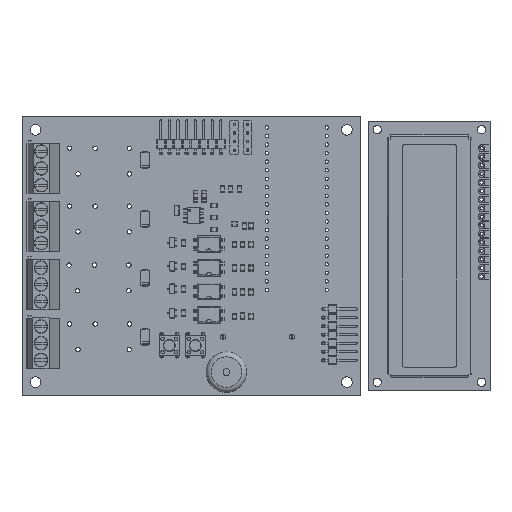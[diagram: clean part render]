
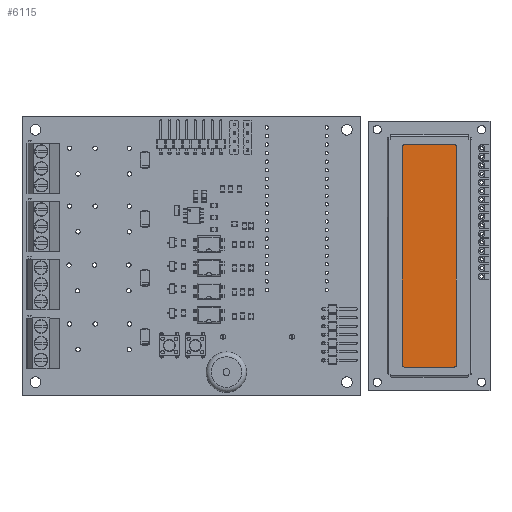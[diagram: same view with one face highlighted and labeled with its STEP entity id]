
A CAD part, top view. The second image highlights one B-rep face of the part: STEP entity #6115.
In plain terms, the highlighted planar face has unit normal (0, 0, 1).
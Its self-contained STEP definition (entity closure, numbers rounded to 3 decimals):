
#4670 = EDGE_CURVE('',#4671,#4673,#4675,.T.);
#4671 = VERTEX_POINT('',#4672);
#4672 = CARTESIAN_POINT('',(65.,-8.,15.));
#4673 = VERTEX_POINT('',#4674);
#4674 = CARTESIAN_POINT('',(64.5,-7.5,15.));
#4675 = CIRCLE('',#4676,0.5);
#4676 = AXIS2_PLACEMENT_3D('',#4677,#4678,#4679);
#4677 = CARTESIAN_POINT('',(64.5,-8.,15.));
#4678 = DIRECTION('',(-0.,0.,1.));
#4679 = DIRECTION('',(0.,-1.,0.));
#4681 = EDGE_CURVE('',#4682,#4671,#4684,.T.);
#4682 = VERTEX_POINT('',#4683);
#4683 = CARTESIAN_POINT('',(65.,-23.,15.));
#4684 = LINE('',#4685,#4686);
#4685 = CARTESIAN_POINT('',(65.,-23.5,15.));
#4686 = VECTOR('',#4687,1.);
#4687 = DIRECTION('',(0.,1.,0.));
#4689 = EDGE_CURVE('',#4682,#4690,#4692,.T.);
#4690 = VERTEX_POINT('',#4691);
#4691 = CARTESIAN_POINT('',(64.5,-23.5,15.));
#4692 = CIRCLE('',#4693,0.5);
#4693 = AXIS2_PLACEMENT_3D('',#4694,#4695,#4696);
#4694 = CARTESIAN_POINT('',(64.5,-23.,15.));
#4695 = DIRECTION('',(-0.,-0.,-1.));
#4696 = DIRECTION('',(0.,-1.,0.));
#4698 = EDGE_CURVE('',#4699,#4690,#4701,.T.);
#4699 = VERTEX_POINT('',#4700);
#4700 = CARTESIAN_POINT('',(-0.5,-23.5,15.));
#4701 = LINE('',#4702,#4703);
#4702 = CARTESIAN_POINT('',(-1.,-23.5,15.));
#4703 = VECTOR('',#4704,1.);
#4704 = DIRECTION('',(1.,0.,0.));
#4706 = EDGE_CURVE('',#4699,#4707,#4709,.T.);
#4707 = VERTEX_POINT('',#4708);
#4708 = CARTESIAN_POINT('',(-1.,-23.,15.));
#4709 = CIRCLE('',#4710,0.5);
#4710 = AXIS2_PLACEMENT_3D('',#4711,#4712,#4713);
#4711 = CARTESIAN_POINT('',(-0.5,-23.,15.));
#4712 = DIRECTION('',(-0.,-0.,-1.));
#4713 = DIRECTION('',(0.,-1.,0.));
#4715 = EDGE_CURVE('',#4707,#4716,#4718,.T.);
#4716 = VERTEX_POINT('',#4717);
#4717 = CARTESIAN_POINT('',(-1.,-8.,15.));
#4718 = LINE('',#4719,#4720);
#4719 = CARTESIAN_POINT('',(-1.,-23.5,15.));
#4720 = VECTOR('',#4721,1.);
#4721 = DIRECTION('',(0.,1.,0.));
#4723 = EDGE_CURVE('',#4716,#4724,#4726,.T.);
#4724 = VERTEX_POINT('',#4725);
#4725 = CARTESIAN_POINT('',(-0.5,-7.5,15.));
#4726 = CIRCLE('',#4727,0.5);
#4727 = AXIS2_PLACEMENT_3D('',#4728,#4729,#4730);
#4728 = CARTESIAN_POINT('',(-0.5,-8.,15.));
#4729 = DIRECTION('',(-0.,-0.,-1.));
#4730 = DIRECTION('',(0.,-1.,0.));
#4732 = EDGE_CURVE('',#4724,#4673,#4733,.T.);
#4733 = LINE('',#4734,#4735);
#4734 = CARTESIAN_POINT('',(-1.,-7.5,15.));
#4735 = VECTOR('',#4736,1.);
#4736 = DIRECTION('',(1.,0.,0.));
#6115 = ADVANCED_FACE('',(#6116),#6126,.T.);
#6116 = FACE_BOUND('',#6117,.T.);
#6117 = EDGE_LOOP('',(#6118,#6119,#6120,#6121,#6122,#6123,#6124,#6125));
#6118 = ORIENTED_EDGE('',*,*,#4715,.F.);
#6119 = ORIENTED_EDGE('',*,*,#4706,.F.);
#6120 = ORIENTED_EDGE('',*,*,#4698,.T.);
#6121 = ORIENTED_EDGE('',*,*,#4689,.F.);
#6122 = ORIENTED_EDGE('',*,*,#4681,.T.);
#6123 = ORIENTED_EDGE('',*,*,#4670,.T.);
#6124 = ORIENTED_EDGE('',*,*,#4732,.F.);
#6125 = ORIENTED_EDGE('',*,*,#4723,.F.);
#6126 = PLANE('',#6127);
#6127 = AXIS2_PLACEMENT_3D('',#6128,#6129,#6130);
#6128 = CARTESIAN_POINT('',(-1.,-23.5,15.));
#6129 = DIRECTION('',(0.,0.,1.));
#6130 = DIRECTION('',(1.,0.,-0.));
